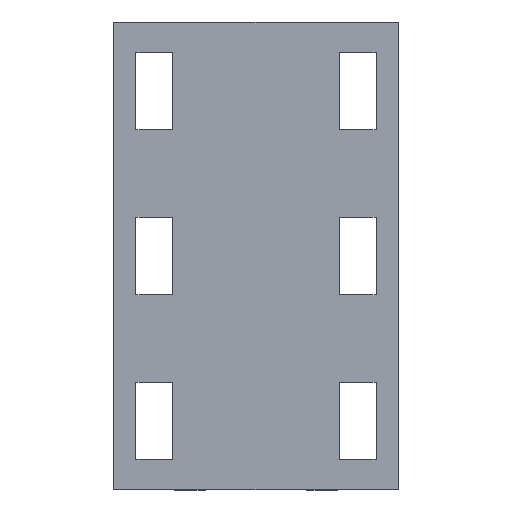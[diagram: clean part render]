
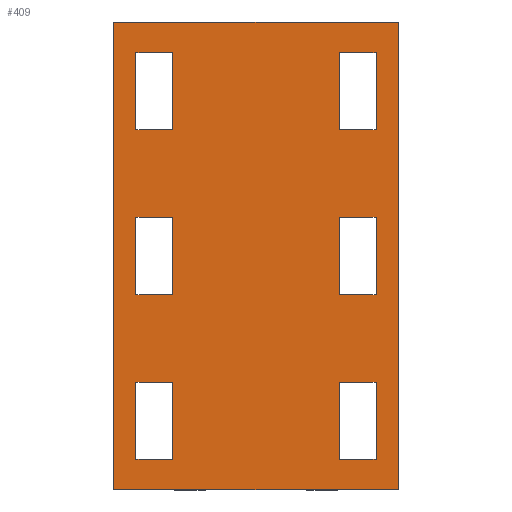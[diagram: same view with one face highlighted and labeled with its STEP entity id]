
A CAD part, top view. The second image highlights one B-rep face of the part: STEP entity #409.
In plain terms, the highlighted planar face has unit normal (0, 0, 1).
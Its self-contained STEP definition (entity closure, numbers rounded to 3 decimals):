
#178=AXIS2_PLACEMENT_3D('Plane Axis2P3D',#175,#176,#177) ;
#146=CARTESIAN_POINT('Vertex',(14.,0.,1.)) ;
#160=CARTESIAN_POINT('Vertex',(14.,23.,1.)) ;
#163=CARTESIAN_POINT('Line Origine',(14.,11.5,1.)) ;
#175=CARTESIAN_POINT('Axis2P3D Location',(7.,0.,1.)) ;
#180=CARTESIAN_POINT('Line Origine',(7.,0.,1.)) ;
#184=CARTESIAN_POINT('Vertex',(0.,0.,1.)) ;
#187=CARTESIAN_POINT('Line Origine',(7.,23.,1.)) ;
#191=CARTESIAN_POINT('Vertex',(0.,23.,1.)) ;
#194=CARTESIAN_POINT('Line Origine',(0.,11.5,1.)) ;
#205=CARTESIAN_POINT('Line Origine',(2.,21.5,1.)) ;
#209=CARTESIAN_POINT('Vertex',(2.9,21.5,1.)) ;
#211=CARTESIAN_POINT('Vertex',(1.1,21.5,1.)) ;
#214=CARTESIAN_POINT('Line Origine',(2.9,19.6,1.)) ;
#218=CARTESIAN_POINT('Vertex',(2.9,17.7,1.)) ;
#221=CARTESIAN_POINT('Line Origine',(2.,17.7,1.)) ;
#225=CARTESIAN_POINT('Vertex',(1.1,17.7,1.)) ;
#228=CARTESIAN_POINT('Line Origine',(1.1,19.6,1.)) ;
#239=CARTESIAN_POINT('Line Origine',(2.,13.4,1.)) ;
#243=CARTESIAN_POINT('Vertex',(2.9,13.4,1.)) ;
#245=CARTESIAN_POINT('Vertex',(1.1,13.4,1.)) ;
#248=CARTESIAN_POINT('Line Origine',(2.9,11.5,1.)) ;
#252=CARTESIAN_POINT('Vertex',(2.9,9.6,1.)) ;
#255=CARTESIAN_POINT('Line Origine',(2.,9.6,1.)) ;
#259=CARTESIAN_POINT('Vertex',(1.1,9.6,1.)) ;
#262=CARTESIAN_POINT('Line Origine',(1.1,11.5,1.)) ;
#273=CARTESIAN_POINT('Line Origine',(2.,5.3,1.)) ;
#277=CARTESIAN_POINT('Vertex',(2.9,5.3,1.)) ;
#279=CARTESIAN_POINT('Vertex',(1.1,5.3,1.)) ;
#282=CARTESIAN_POINT('Line Origine',(2.9,3.4,1.)) ;
#286=CARTESIAN_POINT('Vertex',(2.9,1.5,1.)) ;
#289=CARTESIAN_POINT('Line Origine',(2.,1.5,1.)) ;
#293=CARTESIAN_POINT('Vertex',(1.1,1.5,1.)) ;
#296=CARTESIAN_POINT('Line Origine',(1.1,3.4,1.)) ;
#307=CARTESIAN_POINT('Line Origine',(12.,21.5,1.)) ;
#311=CARTESIAN_POINT('Vertex',(12.9,21.5,1.)) ;
#313=CARTESIAN_POINT('Vertex',(11.1,21.5,1.)) ;
#316=CARTESIAN_POINT('Line Origine',(12.9,19.6,1.)) ;
#320=CARTESIAN_POINT('Vertex',(12.9,17.7,1.)) ;
#323=CARTESIAN_POINT('Line Origine',(12.,17.7,1.)) ;
#327=CARTESIAN_POINT('Vertex',(11.1,17.7,1.)) ;
#330=CARTESIAN_POINT('Line Origine',(11.1,19.6,1.)) ;
#341=CARTESIAN_POINT('Line Origine',(12.,13.4,1.)) ;
#345=CARTESIAN_POINT('Vertex',(12.9,13.4,1.)) ;
#347=CARTESIAN_POINT('Vertex',(11.1,13.4,1.)) ;
#350=CARTESIAN_POINT('Line Origine',(12.9,11.5,1.)) ;
#354=CARTESIAN_POINT('Vertex',(12.9,9.6,1.)) ;
#357=CARTESIAN_POINT('Line Origine',(12.,9.6,1.)) ;
#361=CARTESIAN_POINT('Vertex',(11.1,9.6,1.)) ;
#364=CARTESIAN_POINT('Line Origine',(11.1,11.5,1.)) ;
#375=CARTESIAN_POINT('Line Origine',(12.,5.3,1.)) ;
#379=CARTESIAN_POINT('Vertex',(12.9,5.3,1.)) ;
#381=CARTESIAN_POINT('Vertex',(11.1,5.3,1.)) ;
#384=CARTESIAN_POINT('Line Origine',(12.9,3.4,1.)) ;
#388=CARTESIAN_POINT('Vertex',(12.9,1.5,1.)) ;
#391=CARTESIAN_POINT('Line Origine',(12.,1.5,1.)) ;
#395=CARTESIAN_POINT('Vertex',(11.1,1.5,1.)) ;
#398=CARTESIAN_POINT('Line Origine',(11.1,3.4,1.)) ;
#164=DIRECTION('Vector Direction',(0.,-1.,0.)) ;
#176=DIRECTION('Axis2P3D Direction',(0.,0.,1.)) ;
#177=DIRECTION('Axis2P3D XDirection',(0.,1.,0.)) ;
#181=DIRECTION('Vector Direction',(1.,0.,0.)) ;
#188=DIRECTION('Vector Direction',(-1.,0.,0.)) ;
#195=DIRECTION('Vector Direction',(0.,1.,0.)) ;
#206=DIRECTION('Vector Direction',(-1.,0.,0.)) ;
#215=DIRECTION('Vector Direction',(0.,-1.,0.)) ;
#222=DIRECTION('Vector Direction',(1.,0.,0.)) ;
#229=DIRECTION('Vector Direction',(0.,1.,0.)) ;
#240=DIRECTION('Vector Direction',(-1.,0.,0.)) ;
#249=DIRECTION('Vector Direction',(0.,-1.,0.)) ;
#256=DIRECTION('Vector Direction',(1.,0.,0.)) ;
#263=DIRECTION('Vector Direction',(0.,1.,0.)) ;
#274=DIRECTION('Vector Direction',(-1.,0.,0.)) ;
#283=DIRECTION('Vector Direction',(0.,-1.,0.)) ;
#290=DIRECTION('Vector Direction',(1.,0.,0.)) ;
#297=DIRECTION('Vector Direction',(0.,1.,0.)) ;
#308=DIRECTION('Vector Direction',(-1.,0.,0.)) ;
#317=DIRECTION('Vector Direction',(0.,-1.,0.)) ;
#324=DIRECTION('Vector Direction',(1.,0.,0.)) ;
#331=DIRECTION('Vector Direction',(0.,1.,0.)) ;
#342=DIRECTION('Vector Direction',(-1.,0.,0.)) ;
#351=DIRECTION('Vector Direction',(0.,-1.,0.)) ;
#358=DIRECTION('Vector Direction',(1.,0.,0.)) ;
#365=DIRECTION('Vector Direction',(0.,1.,0.)) ;
#376=DIRECTION('Vector Direction',(-1.,0.,0.)) ;
#385=DIRECTION('Vector Direction',(0.,-1.,0.)) ;
#392=DIRECTION('Vector Direction',(1.,0.,0.)) ;
#399=DIRECTION('Vector Direction',(0.,1.,0.)) ;
#165=VECTOR('Line Direction',#164,1.) ;
#182=VECTOR('Line Direction',#181,1.) ;
#189=VECTOR('Line Direction',#188,1.) ;
#196=VECTOR('Line Direction',#195,1.) ;
#207=VECTOR('Line Direction',#206,1.) ;
#216=VECTOR('Line Direction',#215,1.) ;
#223=VECTOR('Line Direction',#222,1.) ;
#230=VECTOR('Line Direction',#229,1.) ;
#241=VECTOR('Line Direction',#240,1.) ;
#250=VECTOR('Line Direction',#249,1.) ;
#257=VECTOR('Line Direction',#256,1.) ;
#264=VECTOR('Line Direction',#263,1.) ;
#275=VECTOR('Line Direction',#274,1.) ;
#284=VECTOR('Line Direction',#283,1.) ;
#291=VECTOR('Line Direction',#290,1.) ;
#298=VECTOR('Line Direction',#297,1.) ;
#309=VECTOR('Line Direction',#308,1.) ;
#318=VECTOR('Line Direction',#317,1.) ;
#325=VECTOR('Line Direction',#324,1.) ;
#332=VECTOR('Line Direction',#331,1.) ;
#343=VECTOR('Line Direction',#342,1.) ;
#352=VECTOR('Line Direction',#351,1.) ;
#359=VECTOR('Line Direction',#358,1.) ;
#366=VECTOR('Line Direction',#365,1.) ;
#377=VECTOR('Line Direction',#376,1.) ;
#386=VECTOR('Line Direction',#385,1.) ;
#393=VECTOR('Line Direction',#392,1.) ;
#400=VECTOR('Line Direction',#399,1.) ;
#200=ORIENTED_EDGE('',*,*,#186,.T.) ;
#201=ORIENTED_EDGE('',*,*,#167,.T.) ;
#202=ORIENTED_EDGE('',*,*,#193,.T.) ;
#203=ORIENTED_EDGE('',*,*,#198,.T.) ;
#234=ORIENTED_EDGE('',*,*,#213,.F.) ;
#235=ORIENTED_EDGE('',*,*,#220,.F.) ;
#236=ORIENTED_EDGE('',*,*,#227,.F.) ;
#237=ORIENTED_EDGE('',*,*,#232,.F.) ;
#268=ORIENTED_EDGE('',*,*,#247,.F.) ;
#269=ORIENTED_EDGE('',*,*,#254,.F.) ;
#270=ORIENTED_EDGE('',*,*,#261,.F.) ;
#271=ORIENTED_EDGE('',*,*,#266,.F.) ;
#302=ORIENTED_EDGE('',*,*,#281,.F.) ;
#303=ORIENTED_EDGE('',*,*,#288,.F.) ;
#304=ORIENTED_EDGE('',*,*,#295,.F.) ;
#305=ORIENTED_EDGE('',*,*,#300,.F.) ;
#336=ORIENTED_EDGE('',*,*,#315,.F.) ;
#337=ORIENTED_EDGE('',*,*,#322,.F.) ;
#338=ORIENTED_EDGE('',*,*,#329,.F.) ;
#339=ORIENTED_EDGE('',*,*,#334,.F.) ;
#370=ORIENTED_EDGE('',*,*,#349,.F.) ;
#371=ORIENTED_EDGE('',*,*,#356,.F.) ;
#372=ORIENTED_EDGE('',*,*,#363,.F.) ;
#373=ORIENTED_EDGE('',*,*,#368,.F.) ;
#404=ORIENTED_EDGE('',*,*,#383,.F.) ;
#405=ORIENTED_EDGE('',*,*,#390,.F.) ;
#406=ORIENTED_EDGE('',*,*,#397,.F.) ;
#407=ORIENTED_EDGE('',*,*,#402,.F.) ;
#238=FACE_BOUND('',#233,.T.) ;
#272=FACE_BOUND('',#267,.T.) ;
#306=FACE_BOUND('',#301,.T.) ;
#340=FACE_BOUND('',#335,.T.) ;
#374=FACE_BOUND('',#369,.T.) ;
#408=FACE_BOUND('',#403,.T.) ;
#409=ADVANCED_FACE('S3D gedreht',(#204,#238,#272,#306,#340,#374,#408),#179,.T.) ;
#167=EDGE_CURVE('',#147,#161,#166,.F.) ;
#186=EDGE_CURVE('',#185,#147,#183,.T.) ;
#193=EDGE_CURVE('',#161,#192,#190,.T.) ;
#198=EDGE_CURVE('',#192,#185,#197,.F.) ;
#213=EDGE_CURVE('',#210,#212,#208,.T.) ;
#220=EDGE_CURVE('',#219,#210,#217,.F.) ;
#227=EDGE_CURVE('',#226,#219,#224,.T.) ;
#232=EDGE_CURVE('',#212,#226,#231,.F.) ;
#247=EDGE_CURVE('',#244,#246,#242,.T.) ;
#254=EDGE_CURVE('',#253,#244,#251,.F.) ;
#261=EDGE_CURVE('',#260,#253,#258,.T.) ;
#266=EDGE_CURVE('',#246,#260,#265,.F.) ;
#281=EDGE_CURVE('',#278,#280,#276,.T.) ;
#288=EDGE_CURVE('',#287,#278,#285,.F.) ;
#295=EDGE_CURVE('',#294,#287,#292,.T.) ;
#300=EDGE_CURVE('',#280,#294,#299,.F.) ;
#315=EDGE_CURVE('',#312,#314,#310,.T.) ;
#322=EDGE_CURVE('',#321,#312,#319,.F.) ;
#329=EDGE_CURVE('',#328,#321,#326,.T.) ;
#334=EDGE_CURVE('',#314,#328,#333,.F.) ;
#349=EDGE_CURVE('',#346,#348,#344,.T.) ;
#356=EDGE_CURVE('',#355,#346,#353,.F.) ;
#363=EDGE_CURVE('',#362,#355,#360,.T.) ;
#368=EDGE_CURVE('',#348,#362,#367,.F.) ;
#383=EDGE_CURVE('',#380,#382,#378,.T.) ;
#390=EDGE_CURVE('',#389,#380,#387,.F.) ;
#397=EDGE_CURVE('',#396,#389,#394,.T.) ;
#402=EDGE_CURVE('',#382,#396,#401,.F.) ;
#199=EDGE_LOOP('',(#200,#201,#202,#203)) ;
#233=EDGE_LOOP('',(#234,#235,#236,#237)) ;
#267=EDGE_LOOP('',(#268,#269,#270,#271)) ;
#301=EDGE_LOOP('',(#302,#303,#304,#305)) ;
#335=EDGE_LOOP('',(#336,#337,#338,#339)) ;
#369=EDGE_LOOP('',(#370,#371,#372,#373)) ;
#403=EDGE_LOOP('',(#404,#405,#406,#407)) ;
#204=FACE_OUTER_BOUND('',#199,.T.) ;
#166=LINE('Line',#163,#165) ;
#183=LINE('Line',#180,#182) ;
#190=LINE('Line',#187,#189) ;
#197=LINE('Line',#194,#196) ;
#208=LINE('Line',#205,#207) ;
#217=LINE('Line',#214,#216) ;
#224=LINE('Line',#221,#223) ;
#231=LINE('Line',#228,#230) ;
#242=LINE('Line',#239,#241) ;
#251=LINE('Line',#248,#250) ;
#258=LINE('Line',#255,#257) ;
#265=LINE('Line',#262,#264) ;
#276=LINE('Line',#273,#275) ;
#285=LINE('Line',#282,#284) ;
#292=LINE('Line',#289,#291) ;
#299=LINE('Line',#296,#298) ;
#310=LINE('Line',#307,#309) ;
#319=LINE('Line',#316,#318) ;
#326=LINE('Line',#323,#325) ;
#333=LINE('Line',#330,#332) ;
#344=LINE('Line',#341,#343) ;
#353=LINE('Line',#350,#352) ;
#360=LINE('Line',#357,#359) ;
#367=LINE('Line',#364,#366) ;
#378=LINE('Line',#375,#377) ;
#387=LINE('Line',#384,#386) ;
#394=LINE('Line',#391,#393) ;
#401=LINE('Line',#398,#400) ;
#179=PLANE('',#178) ;
#147=VERTEX_POINT('',#146) ;
#161=VERTEX_POINT('',#160) ;
#185=VERTEX_POINT('',#184) ;
#192=VERTEX_POINT('',#191) ;
#210=VERTEX_POINT('',#209) ;
#212=VERTEX_POINT('',#211) ;
#219=VERTEX_POINT('',#218) ;
#226=VERTEX_POINT('',#225) ;
#244=VERTEX_POINT('',#243) ;
#246=VERTEX_POINT('',#245) ;
#253=VERTEX_POINT('',#252) ;
#260=VERTEX_POINT('',#259) ;
#278=VERTEX_POINT('',#277) ;
#280=VERTEX_POINT('',#279) ;
#287=VERTEX_POINT('',#286) ;
#294=VERTEX_POINT('',#293) ;
#312=VERTEX_POINT('',#311) ;
#314=VERTEX_POINT('',#313) ;
#321=VERTEX_POINT('',#320) ;
#328=VERTEX_POINT('',#327) ;
#346=VERTEX_POINT('',#345) ;
#348=VERTEX_POINT('',#347) ;
#355=VERTEX_POINT('',#354) ;
#362=VERTEX_POINT('',#361) ;
#380=VERTEX_POINT('',#379) ;
#382=VERTEX_POINT('',#381) ;
#389=VERTEX_POINT('',#388) ;
#396=VERTEX_POINT('',#395) ;
